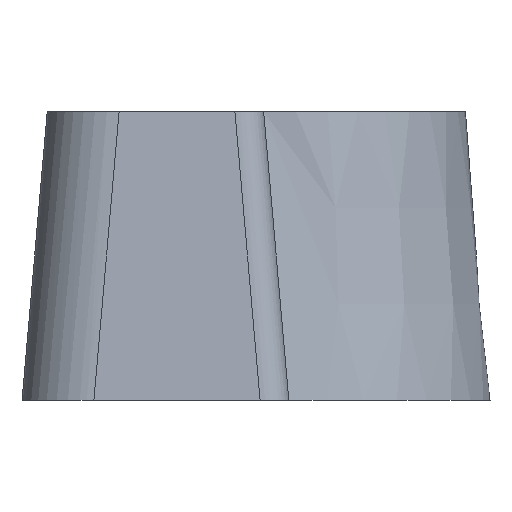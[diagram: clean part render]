
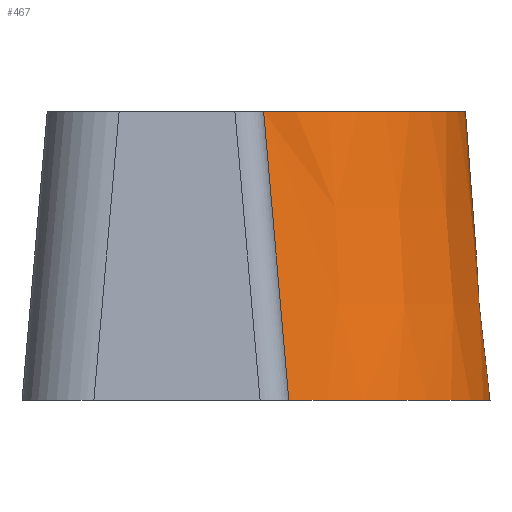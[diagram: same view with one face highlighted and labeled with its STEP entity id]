
A CAD part, front view. The second image highlights one B-rep face of the part: STEP entity #467.
In plain terms, the highlighted conical face has half-angle 5 degrees and reference radius 14 mm.
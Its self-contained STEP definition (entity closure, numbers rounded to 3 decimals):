
#33=(
BOUNDED_CURVE()
B_SPLINE_CURVE(2,(#711,#712,#713),.UNSPECIFIED.,.F.,.F.)
B_SPLINE_CURVE_WITH_KNOTS((3,3),(0.,1.012),.UNSPECIFIED.)
CURVE()
GEOMETRIC_REPRESENTATION_ITEM()
RATIONAL_B_SPLINE_CURVE((1.,1.,1.))
REPRESENTATION_ITEM('')
);
#38=(
BOUNDED_CURVE()
B_SPLINE_CURVE(2,(#740,#741,#742),.UNSPECIFIED.,.F.,.F.)
B_SPLINE_CURVE_WITH_KNOTS((3,3),(0.,1.012),.UNSPECIFIED.)
CURVE()
GEOMETRIC_REPRESENTATION_ITEM()
RATIONAL_B_SPLINE_CURVE((1.,1.,1.))
REPRESENTATION_ITEM('')
);
#41=(
BOUNDED_CURVE()
B_SPLINE_CURVE(2,(#766,#767,#768),.UNSPECIFIED.,.F.,.F.)
B_SPLINE_CURVE_WITH_KNOTS((3,3),(-2.203,-0.19),
 .UNSPECIFIED.)
CURVE()
GEOMETRIC_REPRESENTATION_ITEM()
RATIONAL_B_SPLINE_CURVE((1.,1.,1.))
REPRESENTATION_ITEM('')
);
#42=(
BOUNDED_CURVE()
B_SPLINE_CURVE(2,(#772,#773,#774),.UNSPECIFIED.,.F.,.F.)
B_SPLINE_CURVE_WITH_KNOTS((3,3),(-2.203,-0.19),
 .UNSPECIFIED.)
CURVE()
GEOMETRIC_REPRESENTATION_ITEM()
RATIONAL_B_SPLINE_CURVE((1.,1.,1.))
REPRESENTATION_ITEM('')
);
#77=FACE_OUTER_BOUND('',#103,.T.);
#103=EDGE_LOOP('',(#359,#360,#361,#362,#363,#364,#365,#366));
#187=CIRCLE('',#494,14.875);
#193=CIRCLE('',#508,14.);
#194=CIRCLE('',#509,15.75);
#195=CIRCLE('',#510,14.);
#205=VERTEX_POINT('',#701);
#206=VERTEX_POINT('',#702);
#209=VERTEX_POINT('',#710);
#216=VERTEX_POINT('',#739);
#221=VERTEX_POINT('',#763);
#222=VERTEX_POINT('',#765);
#223=VERTEX_POINT('',#769);
#224=VERTEX_POINT('',#771);
#253=EDGE_CURVE('',#205,#206,#187,.T.);
#257=EDGE_CURVE('',#206,#209,#33,.T.);
#266=EDGE_CURVE('',#216,#205,#38,.T.);
#275=EDGE_CURVE('',#221,#209,#193,.T.);
#276=EDGE_CURVE('',#221,#222,#41,.T.);
#277=EDGE_CURVE('',#222,#223,#194,.T.);
#278=EDGE_CURVE('',#224,#223,#42,.T.);
#279=EDGE_CURVE('',#216,#224,#195,.T.);
#359=ORIENTED_EDGE('',*,*,#266,.T.);
#360=ORIENTED_EDGE('',*,*,#253,.T.);
#361=ORIENTED_EDGE('',*,*,#257,.T.);
#362=ORIENTED_EDGE('',*,*,#275,.F.);
#363=ORIENTED_EDGE('',*,*,#276,.T.);
#364=ORIENTED_EDGE('',*,*,#277,.T.);
#365=ORIENTED_EDGE('',*,*,#278,.F.);
#366=ORIENTED_EDGE('',*,*,#279,.F.);
#453=CONICAL_SURFACE('',#507,14.,0.087);
#467=ADVANCED_FACE('',(#77),#453,.T.);
#494=AXIS2_PLACEMENT_3D('',#703,#565,#566);
#507=AXIS2_PLACEMENT_3D('',#762,#599,#600);
#508=AXIS2_PLACEMENT_3D('',#764,#601,#602);
#509=AXIS2_PLACEMENT_3D('',#770,#603,#604);
#510=AXIS2_PLACEMENT_3D('',#775,#605,#606);
#565=DIRECTION('center_axis',(0.,0.,-1.));
#566=DIRECTION('ref_axis',(1.,0.,0.));
#599=DIRECTION('center_axis',(0.,0.,-1.));
#600=DIRECTION('ref_axis',(1.,0.,0.));
#601=DIRECTION('center_axis',(0.,0.,1.));
#602=DIRECTION('ref_axis',(1.,0.,0.));
#603=DIRECTION('center_axis',(0.,0.,1.));
#604=DIRECTION('ref_axis',(1.,0.,0.));
#605=DIRECTION('center_axis',(0.,0.,1.));
#606=DIRECTION('ref_axis',(1.,0.,0.));
#701=CARTESIAN_POINT('',(25.864,44.975,-10.));
#702=CARTESIAN_POINT('',(29.747,36.739,-10.));
#703=CARTESIAN_POINT('Origin',(14.997,34.818,-10.));
#710=CARTESIAN_POINT('',(28.984,35.413,0.));
#711=CARTESIAN_POINT('Ctrl Pts',(29.747,36.739,-10.));
#712=CARTESIAN_POINT('Ctrl Pts',(29.374,36.058,-4.768));
#713=CARTESIAN_POINT('Ctrl Pts',(28.984,35.413,0.));
#739=CARTESIAN_POINT('',(24.355,45.231,0.));
#740=CARTESIAN_POINT('Ctrl Pts',(24.355,45.231,0.));
#741=CARTESIAN_POINT('Ctrl Pts',(25.101,45.121,-4.768));
#742=CARTESIAN_POINT('Ctrl Pts',(25.864,44.975,-10.));
#762=CARTESIAN_POINT('Origin',(14.997,34.818,0.));
#763=CARTESIAN_POINT('',(14.997,20.818,0.));
#764=CARTESIAN_POINT('Origin',(14.997,34.818,0.));
#765=CARTESIAN_POINT('',(16.747,19.165,-20.));
#766=CARTESIAN_POINT('Ctrl Pts',(14.997,20.818,0.));
#767=CARTESIAN_POINT('Ctrl Pts',(15.823,19.992,-9.443));
#768=CARTESIAN_POINT('Ctrl Pts',(16.747,19.165,-20.));
#769=CARTESIAN_POINT('',(16.747,50.47,-20.));
#770=CARTESIAN_POINT('Origin',(14.997,34.818,-20.));
#771=CARTESIAN_POINT('',(14.997,48.818,0.));
#772=CARTESIAN_POINT('Ctrl Pts',(14.997,48.818,0.));
#773=CARTESIAN_POINT('Ctrl Pts',(15.823,49.644,-9.443));
#774=CARTESIAN_POINT('Ctrl Pts',(16.747,50.47,-20.));
#775=CARTESIAN_POINT('Origin',(14.997,34.818,0.));
